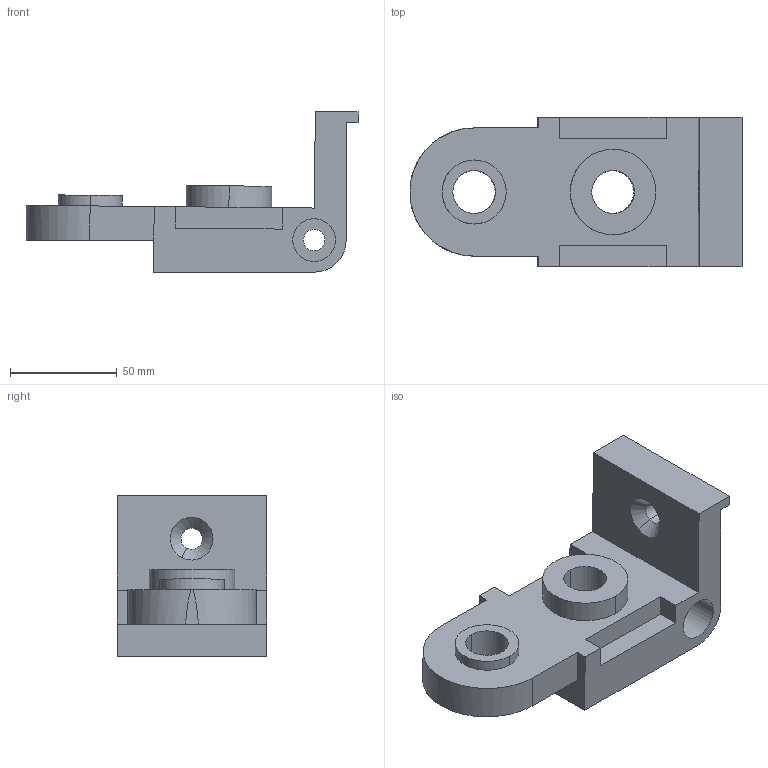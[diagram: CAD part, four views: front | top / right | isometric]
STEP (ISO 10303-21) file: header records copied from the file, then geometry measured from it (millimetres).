
FILE_DESCRIPTION(('CATIA V5 STEP Exchange'),'2;1');
FILE_NAME('Part3.stp','2019-05-10T10:12:10+00:00',('none'),('none'),'CATIA Version 5 Release 20 GA (IN-10)','CATIA V5 STEP AP203','none');
FILE_SCHEMA(('CONFIG_CONTROL_DESIGN'));
Length unit declared in the file: millimetre
Products named in the file (1): Part2
Bounding box: 155.42 x 70 x 75 mm (x, y, z)
Volume: 260917.4 mm3; surface area: 45764.8 mm2
Topology: 1 solids, 1 shells, 49 faces, 126 edges, 83 vertices
Faces by surface type: plane 28, cylinder 19, cone 2
Entity records: 1567 total; most frequent: CARTESIAN_POINT 388, ORIENTED_EDGE 252, DIRECTION 186, EDGE_CURVE 126, VECTOR 84, LINE 84, VERTEX_POINT 83, AXIS2_PLACEMENT_3D 68
